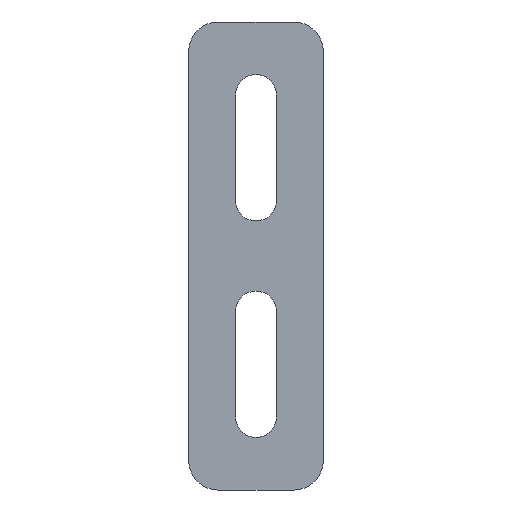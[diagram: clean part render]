
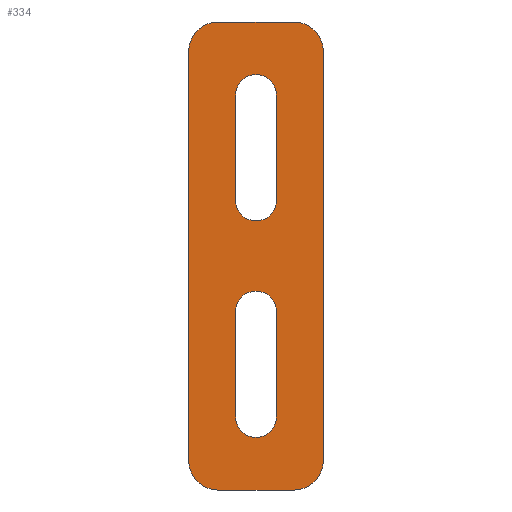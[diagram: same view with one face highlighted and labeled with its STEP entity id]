
A CAD part, front view. The second image highlights one B-rep face of the part: STEP entity #334.
In plain terms, the highlighted planar face has unit normal (0, -1, 0).
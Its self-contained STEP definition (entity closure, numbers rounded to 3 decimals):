
#15=FACE_BOUND('',#49,.T.);
#16=FACE_BOUND('',#50,.T.);
#19=PLANE('',#377);
#30=FACE_OUTER_BOUND('',#48,.T.);
#48=EDGE_LOOP('',(#233,#234,#235,#236,#237,#238,#239,#240));
#49=EDGE_LOOP('',(#241,#242,#243,#244));
#50=EDGE_LOOP('',(#245,#246,#247,#248));
#71=LINE('',#522,#103);
#72=LINE('',#526,#104);
#73=LINE('',#530,#105);
#74=LINE('',#533,#106);
#75=LINE('',#538,#107);
#76=LINE('',#541,#108);
#77=LINE('',#546,#109);
#78=LINE('',#549,#110);
#103=VECTOR('',#420,10.);
#104=VECTOR('',#423,10.);
#105=VECTOR('',#426,10.);
#106=VECTOR('',#429,10.);
#107=VECTOR('',#432,10.);
#108=VECTOR('',#435,10.);
#109=VECTOR('',#438,10.);
#110=VECTOR('',#441,10.);
#134=CIRCLE('',#376,5.);
#135=CIRCLE('',#378,5.);
#136=CIRCLE('',#379,5.);
#137=CIRCLE('',#380,5.);
#138=CIRCLE('',#381,3.5);
#139=CIRCLE('',#382,3.5);
#140=CIRCLE('',#383,3.5);
#141=CIRCLE('',#384,3.5);
#151=VERTEX_POINT('',#515);
#152=VERTEX_POINT('',#517);
#153=VERTEX_POINT('',#521);
#154=VERTEX_POINT('',#523);
#155=VERTEX_POINT('',#525);
#156=VERTEX_POINT('',#527);
#157=VERTEX_POINT('',#529);
#158=VERTEX_POINT('',#531);
#159=VERTEX_POINT('',#534);
#160=VERTEX_POINT('',#535);
#161=VERTEX_POINT('',#537);
#162=VERTEX_POINT('',#539);
#163=VERTEX_POINT('',#542);
#164=VERTEX_POINT('',#543);
#165=VERTEX_POINT('',#545);
#166=VERTEX_POINT('',#547);
#183=EDGE_CURVE('',#151,#152,#134,.T.);
#185=EDGE_CURVE('',#151,#153,#71,.T.);
#186=EDGE_CURVE('',#154,#153,#135,.T.);
#187=EDGE_CURVE('',#154,#155,#72,.T.);
#188=EDGE_CURVE('',#156,#155,#136,.T.);
#189=EDGE_CURVE('',#156,#157,#73,.T.);
#190=EDGE_CURVE('',#158,#157,#137,.T.);
#191=EDGE_CURVE('',#158,#152,#74,.T.);
#192=EDGE_CURVE('',#159,#160,#138,.T.);
#193=EDGE_CURVE('',#160,#161,#75,.T.);
#194=EDGE_CURVE('',#161,#162,#139,.T.);
#195=EDGE_CURVE('',#162,#159,#76,.T.);
#196=EDGE_CURVE('',#163,#164,#140,.T.);
#197=EDGE_CURVE('',#164,#165,#77,.T.);
#198=EDGE_CURVE('',#165,#166,#141,.T.);
#199=EDGE_CURVE('',#166,#163,#78,.T.);
#233=ORIENTED_EDGE('',*,*,#183,.F.);
#234=ORIENTED_EDGE('',*,*,#185,.T.);
#235=ORIENTED_EDGE('',*,*,#186,.F.);
#236=ORIENTED_EDGE('',*,*,#187,.T.);
#237=ORIENTED_EDGE('',*,*,#188,.F.);
#238=ORIENTED_EDGE('',*,*,#189,.T.);
#239=ORIENTED_EDGE('',*,*,#190,.F.);
#240=ORIENTED_EDGE('',*,*,#191,.T.);
#241=ORIENTED_EDGE('',*,*,#192,.T.);
#242=ORIENTED_EDGE('',*,*,#193,.T.);
#243=ORIENTED_EDGE('',*,*,#194,.T.);
#244=ORIENTED_EDGE('',*,*,#195,.T.);
#245=ORIENTED_EDGE('',*,*,#196,.T.);
#246=ORIENTED_EDGE('',*,*,#197,.T.);
#247=ORIENTED_EDGE('',*,*,#198,.T.);
#248=ORIENTED_EDGE('',*,*,#199,.T.);
#334=ADVANCED_FACE('',(#30,#15,#16),#19,.F.);
#376=AXIS2_PLACEMENT_3D('',#518,#415,#416);
#377=AXIS2_PLACEMENT_3D('',#520,#418,#419);
#378=AXIS2_PLACEMENT_3D('',#524,#421,#422);
#379=AXIS2_PLACEMENT_3D('',#528,#424,#425);
#380=AXIS2_PLACEMENT_3D('',#532,#427,#428);
#381=AXIS2_PLACEMENT_3D('',#536,#430,#431);
#382=AXIS2_PLACEMENT_3D('',#540,#433,#434);
#383=AXIS2_PLACEMENT_3D('',#544,#436,#437);
#384=AXIS2_PLACEMENT_3D('',#548,#439,#440);
#415=DIRECTION('center_axis',(0.,1.,0.));
#416=DIRECTION('ref_axis',(-0.707,0.,-0.707));
#418=DIRECTION('center_axis',(0.,1.,0.));
#419=DIRECTION('ref_axis',(0.,0.,1.));
#420=DIRECTION('',(1.,0.,0.));
#421=DIRECTION('center_axis',(0.,1.,0.));
#422=DIRECTION('ref_axis',(0.707,0.,-0.707));
#423=DIRECTION('',(0.,0.,1.));
#424=DIRECTION('center_axis',(0.,1.,0.));
#425=DIRECTION('ref_axis',(0.707,0.,0.707));
#426=DIRECTION('',(-1.,0.,0.));
#427=DIRECTION('center_axis',(0.,1.,0.));
#428=DIRECTION('ref_axis',(-0.707,0.,0.707));
#429=DIRECTION('',(0.,0.,-1.));
#430=DIRECTION('center_axis',(0.,1.,0.));
#431=DIRECTION('ref_axis',(-1.,0.,0.));
#432=DIRECTION('',(0.,0.,-1.));
#433=DIRECTION('center_axis',(0.,1.,0.));
#434=DIRECTION('ref_axis',(1.,0.,0.));
#435=DIRECTION('',(0.,0.,1.));
#436=DIRECTION('center_axis',(0.,1.,0.));
#437=DIRECTION('ref_axis',(-1.,0.,0.));
#438=DIRECTION('',(0.,0.,-1.));
#439=DIRECTION('center_axis',(0.,1.,0.));
#440=DIRECTION('ref_axis',(1.,0.,0.));
#441=DIRECTION('',(0.,0.,1.));
#515=CARTESIAN_POINT('',(-18.,0.,-80.));
#517=CARTESIAN_POINT('',(-23.,0.,-75.));
#518=CARTESIAN_POINT('Origin',(-18.,0.,-75.));
#520=CARTESIAN_POINT('Origin',(-11.5,0.,-40.));
#521=CARTESIAN_POINT('',(-5.,0.,-80.));
#522=CARTESIAN_POINT('',(-23.,0.,-80.));
#523=CARTESIAN_POINT('',(0.,0.,-75.));
#524=CARTESIAN_POINT('Origin',(-5.,0.,-75.));
#525=CARTESIAN_POINT('',(0.,0.,-5.));
#526=CARTESIAN_POINT('',(0.,0.,-80.));
#527=CARTESIAN_POINT('',(-5.,0.,0.));
#528=CARTESIAN_POINT('Origin',(-5.,0.,-5.));
#529=CARTESIAN_POINT('',(-18.,0.,0.));
#530=CARTESIAN_POINT('',(0.,0.,0.));
#531=CARTESIAN_POINT('',(-23.,0.,-5.));
#532=CARTESIAN_POINT('Origin',(-18.,0.,-5.));
#533=CARTESIAN_POINT('',(-23.,0.,0.));
#534=CARTESIAN_POINT('',(-15.,0.,-49.5));
#535=CARTESIAN_POINT('',(-8.,0.,-49.5));
#536=CARTESIAN_POINT('Origin',(-11.5,0.,-49.5));
#537=CARTESIAN_POINT('',(-8.,0.,-67.5));
#538=CARTESIAN_POINT('',(-8.,0.,-53.75));
#539=CARTESIAN_POINT('',(-15.,0.,-67.5));
#540=CARTESIAN_POINT('Origin',(-11.5,0.,-67.5));
#541=CARTESIAN_POINT('',(-15.,0.,-44.75));
#542=CARTESIAN_POINT('',(-15.,0.,-12.5));
#543=CARTESIAN_POINT('',(-8.,0.,-12.5));
#544=CARTESIAN_POINT('Origin',(-11.5,0.,-12.5));
#545=CARTESIAN_POINT('',(-8.,0.,-30.5));
#546=CARTESIAN_POINT('',(-8.,0.,-35.25));
#547=CARTESIAN_POINT('',(-15.,0.,-30.5));
#548=CARTESIAN_POINT('Origin',(-11.5,0.,-30.5));
#549=CARTESIAN_POINT('',(-15.,0.,-26.25));
